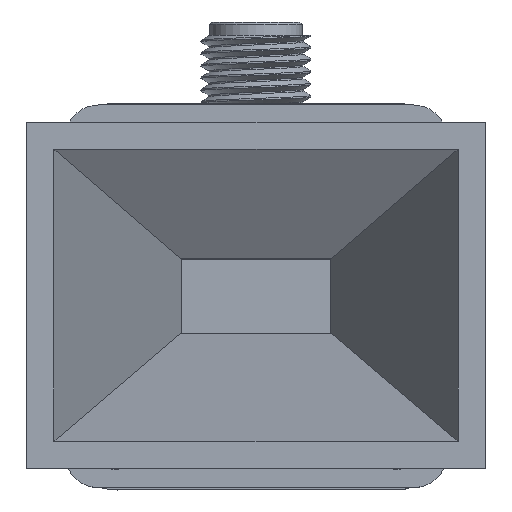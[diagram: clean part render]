
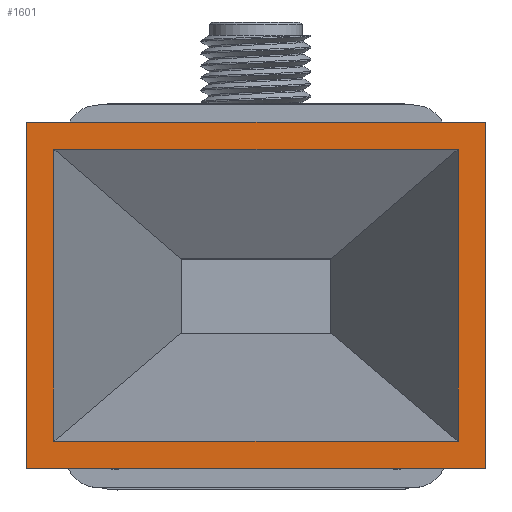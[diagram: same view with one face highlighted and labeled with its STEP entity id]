
A CAD part, top view. The second image highlights one B-rep face of the part: STEP entity #1601.
In plain terms, the highlighted planar face has unit normal (0, 0, 1).
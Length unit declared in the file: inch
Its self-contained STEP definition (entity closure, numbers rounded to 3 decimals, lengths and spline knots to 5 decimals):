
#255 = EDGE_CURVE ( 'NONE', #6522, #7521, #812, .T. ) ;
#260 = VERTEX_POINT ( 'NONE', #9813 ) ;
#289 = CARTESIAN_POINT ( 'NONE',  ( 0.3315, 0.459, 2.9885 ) ) ;
#603 = VECTOR ( 'NONE', #3194, 39.37008 ) ;
#661 = CARTESIAN_POINT ( 'NONE',  ( 0., 0., 2.9885 ) ) ;
#812 = LINE ( 'NONE', #5895, #1303 ) ;
#1303 = VECTOR ( 'NONE', #16179, 39.37008 ) ;
#1459 = CARTESIAN_POINT ( 'NONE',  ( -0.3315, -0.459, 2.9885 ) ) ;
#1601 = ADVANCED_FACE ( 'NONE', ( #5914, #16125 ), #12109, .T. ) ;
#1792 = VECTOR ( 'NONE', #7306, 39.37008 ) ;
#2275 = CARTESIAN_POINT ( 'NONE',  ( 0.39282, 0., 2.9885 ) ) ;
#2449 = EDGE_CURVE ( 'NONE', #4516, #6695, #4835, .T. ) ;
#2764 = CARTESIAN_POINT ( 'NONE',  ( -0.3315, 0.459, 2.9885 ) ) ;
#2927 = ORIENTED_EDGE ( 'NONE', *, *, #11897, .T. ) ;
#3194 = DIRECTION ( 'NONE',  ( -1., 0., 0. ) ) ;
#4293 = ORIENTED_EDGE ( 'NONE', *, *, #14556, .T. ) ;
#4516 = VERTEX_POINT ( 'NONE', #6142 ) ;
#4835 = LINE ( 'NONE', #12133, #603 ) ;
#5135 = DIRECTION ( 'NONE',  ( 1., 0., 0. ) ) ;
#5630 = AXIS2_PLACEMENT_3D ( 'NONE', #661, #5746, #8722 ) ;
#5722 = LINE ( 'NONE', #13596, #13571 ) ;
#5746 = DIRECTION ( 'NONE',  ( 0., 0., 1. ) ) ;
#5895 = CARTESIAN_POINT ( 'NONE',  ( -0.3315, 0., 2.9885 ) ) ;
#5914 = FACE_OUTER_BOUND ( 'NONE', #7637, .T. ) ;
#6142 = CARTESIAN_POINT ( 'NONE',  ( 0.39282, 0.52115, 2.9885 ) ) ;
#6158 = VECTOR ( 'NONE', #5135, 39.37008 ) ;
#6269 = CARTESIAN_POINT ( 'NONE',  ( 0.39282, -0.52115, 2.9885 ) ) ;
#6366 = EDGE_CURVE ( 'NONE', #10815, #260, #8546, .T. ) ;
#6522 = VERTEX_POINT ( 'NONE', #1459 ) ;
#6547 = VERTEX_POINT ( 'NONE', #14167 ) ;
#6695 = VERTEX_POINT ( 'NONE', #6961 ) ;
#6797 = ORIENTED_EDGE ( 'NONE', *, *, #16305, .T. ) ;
#6924 = DIRECTION ( 'NONE',  ( 0., -1., 0. ) ) ;
#6961 = CARTESIAN_POINT ( 'NONE',  ( -0.39282, 0.52115, 2.9885 ) ) ;
#7189 = VECTOR ( 'NONE', #9505, 39.37008 ) ;
#7306 = DIRECTION ( 'NONE',  ( 0., -1., 0. ) ) ;
#7521 = VERTEX_POINT ( 'NONE', #2764 ) ;
#7637 = EDGE_LOOP ( 'NONE', ( #6797, #15542, #2927, #13532 ) ) ;
#8546 = LINE ( 'NONE', #13667, #1792 ) ;
#8722 = DIRECTION ( 'NONE',  ( 1., 0., 0. ) ) ;
#9057 = EDGE_CURVE ( 'NONE', #6547, #16244, #5722, .T. ) ;
#9341 = CARTESIAN_POINT ( 'NONE',  ( -0.39282, -0.52115, 2.9885 ) ) ;
#9505 = DIRECTION ( 'NONE',  ( -1., 0., 0. ) ) ;
#9736 = ORIENTED_EDGE ( 'NONE', *, *, #11975, .T. ) ;
#9813 = CARTESIAN_POINT ( 'NONE',  ( 0.3315, -0.459, 2.9885 ) ) ;
#10593 = CARTESIAN_POINT ( 'NONE',  ( 0., -0.459, 2.9885 ) ) ;
#10674 = LINE ( 'NONE', #10593, #7189 ) ;
#10814 = DIRECTION ( 'NONE',  ( 1., 0., 0. ) ) ;
#10815 = VERTEX_POINT ( 'NONE', #289 ) ;
#11491 = CARTESIAN_POINT ( 'NONE',  ( 0., 0.459, 2.9885 ) ) ;
#11897 = EDGE_CURVE ( 'NONE', #6695, #6547, #15874, .T. ) ;
#11975 = EDGE_CURVE ( 'NONE', #260, #6522, #10674, .T. ) ;
#12109 = PLANE ( 'NONE',  #5630 ) ;
#12133 = CARTESIAN_POINT ( 'NONE',  ( -0.41251, 0.52115, 2.9885 ) ) ;
#12265 = ORIENTED_EDGE ( 'NONE', *, *, #255, .T. ) ;
#12662 = EDGE_LOOP ( 'NONE', ( #4293, #14434, #9736, #12265 ) ) ;
#13532 = ORIENTED_EDGE ( 'NONE', *, *, #9057, .T. ) ;
#13571 = VECTOR ( 'NONE', #10814, 39.37008 ) ;
#13596 = CARTESIAN_POINT ( 'NONE',  ( -0.41251, -0.52115, 2.9885 ) ) ;
#13667 = CARTESIAN_POINT ( 'NONE',  ( 0.3315, 0., 2.9885 ) ) ;
#13724 = LINE ( 'NONE', #2275, #14218 ) ;
#14138 = VECTOR ( 'NONE', #6924, 39.37008 ) ;
#14167 = CARTESIAN_POINT ( 'NONE',  ( -0.39282, -0.52115, 2.9885 ) ) ;
#14218 = VECTOR ( 'NONE', #16393, 39.37008 ) ;
#14434 = ORIENTED_EDGE ( 'NONE', *, *, #6366, .T. ) ;
#14556 = EDGE_CURVE ( 'NONE', #7521, #10815, #16295, .T. ) ;
#15542 = ORIENTED_EDGE ( 'NONE', *, *, #2449, .T. ) ;
#15874 = LINE ( 'NONE', #9341, #14138 ) ;
#16125 = FACE_BOUND ( 'NONE', #12662, .T. ) ;
#16179 = DIRECTION ( 'NONE',  ( 0., 1., 0. ) ) ;
#16244 = VERTEX_POINT ( 'NONE', #6269 ) ;
#16295 = LINE ( 'NONE', #11491, #6158 ) ;
#16305 = EDGE_CURVE ( 'NONE', #16244, #4516, #13724, .T. ) ;
#16393 = DIRECTION ( 'NONE',  ( 0., 1., 0. ) ) ;
